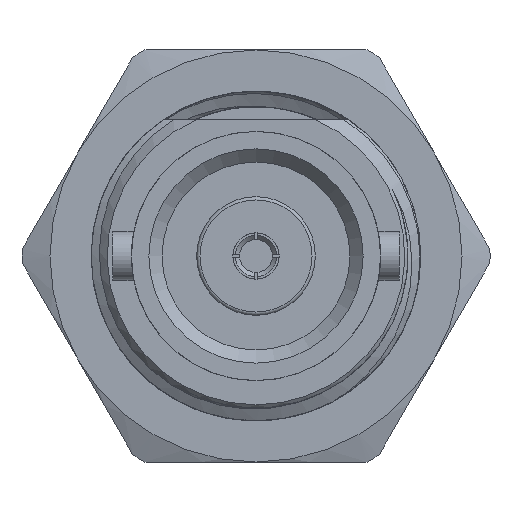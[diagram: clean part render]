
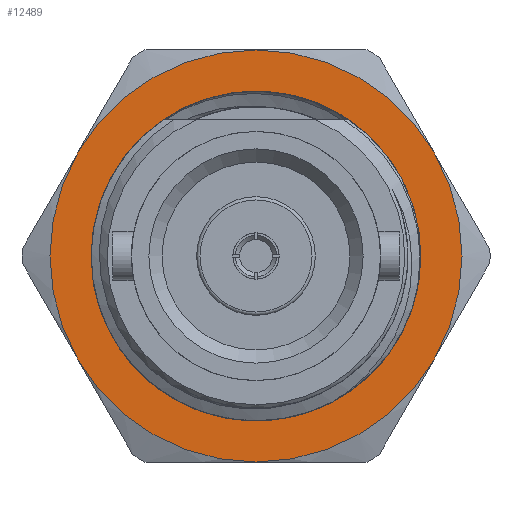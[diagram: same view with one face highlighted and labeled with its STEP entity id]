
A CAD part, left-side view. The second image highlights one B-rep face of the part: STEP entity #12489.
In plain terms, the highlighted planar face has unit normal (-1, 0, 0).
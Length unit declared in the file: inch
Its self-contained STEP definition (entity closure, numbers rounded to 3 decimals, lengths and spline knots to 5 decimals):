
#80 = DIRECTION ( 'NONE',  ( -1., 0., 0. ) ) ;
#301 = DIRECTION ( 'NONE',  ( 0., 0.5, -0.866 ) ) ;
#324 = CARTESIAN_POINT ( 'NONE',  ( 0.50666, 0., 0. ) ) ;
#607 = EDGE_CURVE ( 'NONE', #9753, #15280, #19094, .T. ) ;
#1183 = DIRECTION ( 'NONE',  ( 0., 0.5, -0.866 ) ) ;
#1425 = CIRCLE ( 'NONE', #2628, 0.3125 ) ;
#2016 = AXIS2_PLACEMENT_3D ( 'NONE', #12378, #80, #10873 ) ;
#2246 = AXIS2_PLACEMENT_3D ( 'NONE', #13005, #8378, #11596 ) ;
#2549 = DIRECTION ( 'NONE',  ( -1., 0., 0. ) ) ;
#2628 = AXIS2_PLACEMENT_3D ( 'NONE', #9613, #15523, #301 ) ;
#3410 = DIRECTION ( 'NONE',  ( 0., 0.5, -0.866 ) ) ;
#3490 = CIRCLE ( 'NONE', #12001, 0.3125 ) ;
#3492 = ORIENTED_EDGE ( 'NONE', *, *, #6814, .T. ) ;
#3686 = ORIENTED_EDGE ( 'NONE', *, *, #7122, .T. ) ;
#3783 = DIRECTION ( 'NONE',  ( 0., 0.5, -0.866 ) ) ;
#3812 = CIRCLE ( 'NONE', #18016, 0.3125 ) ;
#3965 = CARTESIAN_POINT ( 'NONE',  ( 0.50666, 0., 0. ) ) ;
#4365 = PLANE ( 'NONE',  #10096 ) ;
#4442 = EDGE_CURVE ( 'NONE', #16020, #18649, #3812, .T. ) ;
#5422 = ORIENTED_EDGE ( 'NONE', *, *, #19656, .T. ) ;
#5976 = ORIENTED_EDGE ( 'NONE', *, *, #8244, .F. ) ;
#6104 = ORIENTED_EDGE ( 'NONE', *, *, #4442, .T. ) ;
#6814 = EDGE_CURVE ( 'NONE', #18649, #18578, #1425, .T. ) ;
#7122 = EDGE_CURVE ( 'NONE', #16435, #16020, #10966, .T. ) ;
#7315 = DIRECTION ( 'NONE',  ( 0., 0.5, -0.866 ) ) ;
#7752 = DIRECTION ( 'NONE',  ( -1., 0., 0. ) ) ;
#7917 = CARTESIAN_POINT ( 'NONE',  ( 0.50666, 0.27063, -0.15625 ) ) ;
#8014 = EDGE_CURVE ( 'NONE', #8318, #15572, #8081, .T. ) ;
#8081 = CIRCLE ( 'NONE', #16374, 0.25 ) ;
#8244 = EDGE_CURVE ( 'NONE', #15572, #8318, #12925, .T. ) ;
#8282 = ORIENTED_EDGE ( 'NONE', *, *, #8014, .F. ) ;
#8318 = VERTEX_POINT ( 'NONE', #16996 ) ;
#8378 = DIRECTION ( 'NONE',  ( -1., 0., 0. ) ) ;
#8915 = CIRCLE ( 'NONE', #2016, 0.3125 ) ;
#8942 = DIRECTION ( 'NONE',  ( -1., 0., 0. ) ) ;
#9137 = EDGE_CURVE ( 'NONE', #15280, #16435, #3490, .T. ) ;
#9211 = DIRECTION ( 'NONE',  ( 0., 0.5, -0.866 ) ) ;
#9406 = CARTESIAN_POINT ( 'NONE',  ( 0.50666, 0., 0. ) ) ;
#9613 = CARTESIAN_POINT ( 'NONE',  ( 0.50666, 0., 0. ) ) ;
#9635 = DIRECTION ( 'NONE',  ( -1., 0., 0. ) ) ;
#9753 = VERTEX_POINT ( 'NONE', #12682 ) ;
#10011 = FACE_BOUND ( 'NONE', #12452, .T. ) ;
#10041 = EDGE_LOOP ( 'NONE', ( #3492, #5422, #14510, #13155, #3686, #6104 ) ) ;
#10096 = AXIS2_PLACEMENT_3D ( 'NONE', #18047, #8942, #1183 ) ;
#10873 = DIRECTION ( 'NONE',  ( 0., 0.5, -0.866 ) ) ;
#10966 = CIRCLE ( 'NONE', #12883, 0.3125 ) ;
#11596 = DIRECTION ( 'NONE',  ( 0., 0.5, -0.866 ) ) ;
#12001 = AXIS2_PLACEMENT_3D ( 'NONE', #16241, #17781, #17847 ) ;
#12378 = CARTESIAN_POINT ( 'NONE',  ( 0.50666, 0., 0. ) ) ;
#12452 = EDGE_LOOP ( 'NONE', ( #8282, #5976 ) ) ;
#12489 = ADVANCED_FACE ( 'NONE', ( #10011, #12638 ), #4365, .T. ) ;
#12638 = FACE_OUTER_BOUND ( 'NONE', #10041, .T. ) ;
#12682 = CARTESIAN_POINT ( 'NONE',  ( 0.50666, -0.27063, -0.15625 ) ) ;
#12883 = AXIS2_PLACEMENT_3D ( 'NONE', #18853, #15860, #3783 ) ;
#12925 = CIRCLE ( 'NONE', #2246, 0.25 ) ;
#13005 = CARTESIAN_POINT ( 'NONE',  ( 0.50666, 0., 0. ) ) ;
#13155 = ORIENTED_EDGE ( 'NONE', *, *, #9137, .T. ) ;
#14510 = ORIENTED_EDGE ( 'NONE', *, *, #607, .T. ) ;
#15280 = VERTEX_POINT ( 'NONE', #18589 ) ;
#15523 = DIRECTION ( 'NONE',  ( -1., 0., 0. ) ) ;
#15572 = VERTEX_POINT ( 'NONE', #16038 ) ;
#15860 = DIRECTION ( 'NONE',  ( -1., 0., 0. ) ) ;
#16020 = VERTEX_POINT ( 'NONE', #19812 ) ;
#16038 = CARTESIAN_POINT ( 'NONE',  ( 0.50666, 0.06947, 0.24015 ) ) ;
#16241 = CARTESIAN_POINT ( 'NONE',  ( 0.50666, 0., 0. ) ) ;
#16374 = AXIS2_PLACEMENT_3D ( 'NONE', #324, #9635, #3410 ) ;
#16435 = VERTEX_POINT ( 'NONE', #19753 ) ;
#16996 = CARTESIAN_POINT ( 'NONE',  ( 0.50666, 0.21894, 0.12069 ) ) ;
#17069 = CARTESIAN_POINT ( 'NONE',  ( 0.50666, 0., -0.3125 ) ) ;
#17781 = DIRECTION ( 'NONE',  ( -1., 0., 0. ) ) ;
#17847 = DIRECTION ( 'NONE',  ( 0., 0.5, -0.866 ) ) ;
#18016 = AXIS2_PLACEMENT_3D ( 'NONE', #3965, #2549, #7315 ) ;
#18047 = CARTESIAN_POINT ( 'NONE',  ( 0.50666, 0., 0. ) ) ;
#18578 = VERTEX_POINT ( 'NONE', #17069 ) ;
#18589 = CARTESIAN_POINT ( 'NONE',  ( 0.50666, -0.27063, 0.15625 ) ) ;
#18633 = AXIS2_PLACEMENT_3D ( 'NONE', #9406, #7752, #9211 ) ;
#18649 = VERTEX_POINT ( 'NONE', #7917 ) ;
#18853 = CARTESIAN_POINT ( 'NONE',  ( 0.50666, 0., 0. ) ) ;
#19094 = CIRCLE ( 'NONE', #18633, 0.3125 ) ;
#19656 = EDGE_CURVE ( 'NONE', #18578, #9753, #8915, .T. ) ;
#19753 = CARTESIAN_POINT ( 'NONE',  ( 0.50666, 0., 0.3125 ) ) ;
#19812 = CARTESIAN_POINT ( 'NONE',  ( 0.50666, 0.27063, 0.15625 ) ) ;
